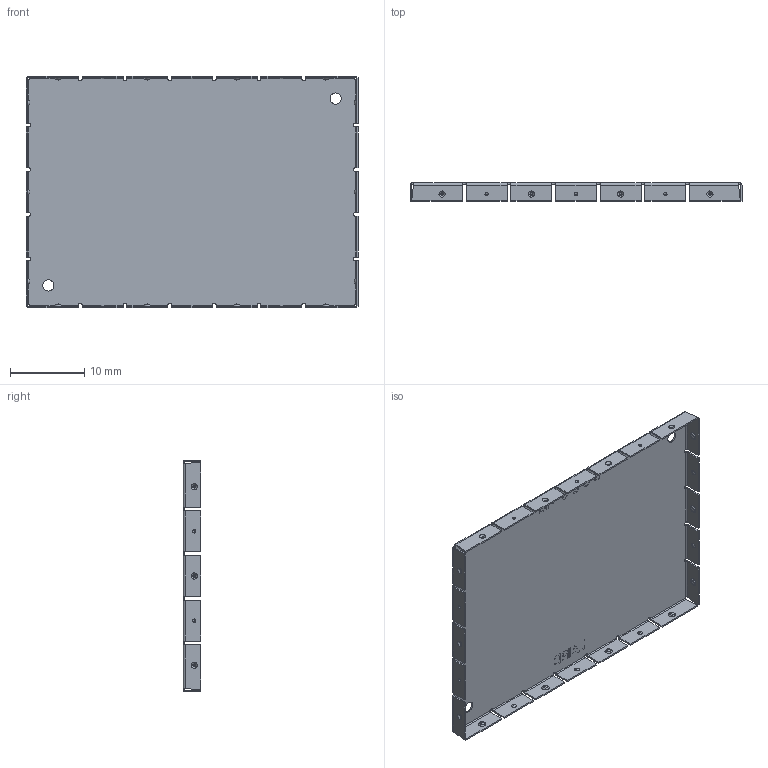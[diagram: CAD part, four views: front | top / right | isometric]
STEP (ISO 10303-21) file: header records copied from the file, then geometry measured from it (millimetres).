
FILE_DESCRIPTION((''),'2;1');
FILE_NAME('BMI-S-210-C','2010-05-07T',('Tim.Wrona'),(''),'PRO/ENGINEER BY PARAMETRIC TECHNOLOGY CORPORATION, 2010040','PRO/ENGINEER BY PARAMETRIC TECHNOLOGY CORPORATION, 2010040','');
FILE_SCHEMA(('CONFIG_CONTROL_DESIGN'));
Length unit declared in the file: millimetre
Products named in the file (1): BMI-S-210-C
Bounding box: 44.6 x 2.4 x 31.1 mm (x, y, z)
Volume: 333.6 mm3; surface area: 3410.4 mm2
Topology: 1 solids, 1 shells, 774 faces, 2002 edges, 1204 vertices
Faces by surface type: plane 538, sphere 96, cylinder 76, cone 56, bspline 8
Entity records: 22776 total; most frequent: CARTESIAN_POINT 4196, ORIENTED_EDGE 3812, DIRECTION 3806, EDGE_CURVE 1906, VECTOR 1506, LINE 1506, VERTEX_POINT 1204, AXIS2_PLACEMENT_3D 1150
